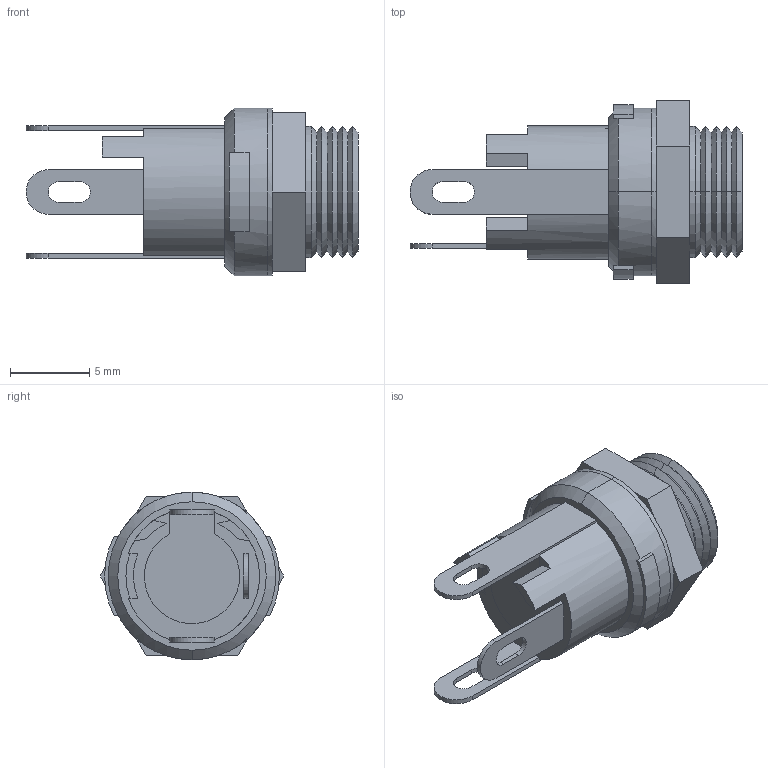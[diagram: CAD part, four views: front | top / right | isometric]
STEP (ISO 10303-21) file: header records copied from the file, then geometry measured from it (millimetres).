
FILE_DESCRIPTION((''),'2;1');
FILE_NAME('44823','2014-08-25T',('carefree'),(''),'PRO/ENGINEER BY PARAMETRIC TECHNOLOGY CORPORATION, 2005030','PRO/ENGINEER BY PARAMETRIC TECHNOLOGY CORPORATION, 2005030','');
FILE_SCHEMA(('CONFIG_CONTROL_DESIGN'));
Length unit declared in the file: millimetre
Products named in the file (1): 44823
Bounding box: 20.9 x 11.55 x 10.55 mm (x, y, z)
Volume: 784.2 mm3; surface area: 860.1 mm2
Topology: 1 solids, 1 shells, 115 faces, 294 edges, 186 vertices
Faces by surface type: plane 64, cylinder 31, cone 20
Entity records: 3562 total; most frequent: DIRECTION 634, CARTESIAN_POINT 631, ORIENTED_EDGE 588, EDGE_CURVE 294, AXIS2_PLACEMENT_3D 227, VERTEX_POINT 186, VECTOR 180, LINE 180
